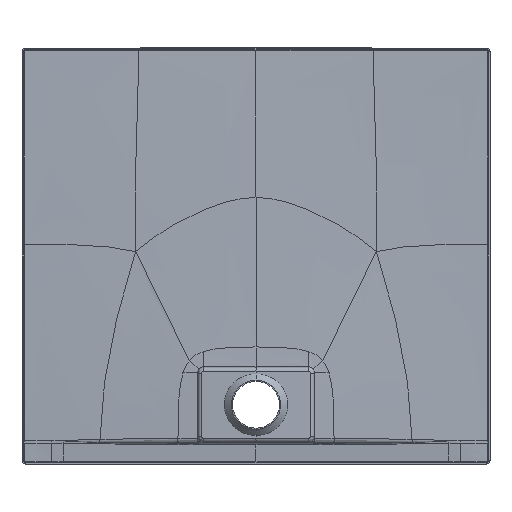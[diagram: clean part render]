
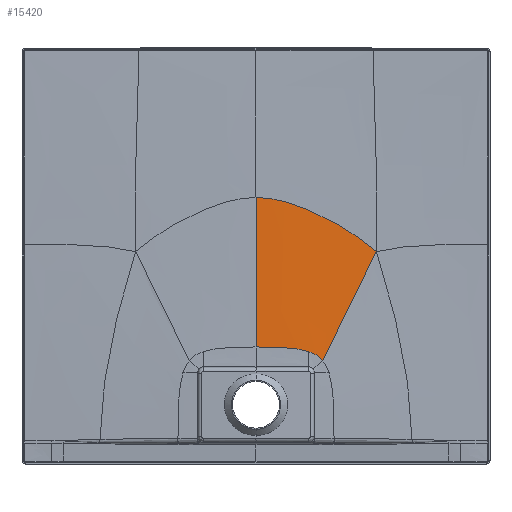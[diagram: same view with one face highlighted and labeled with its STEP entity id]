
A CAD part, front view. The second image highlights one B-rep face of the part: STEP entity #15420.
In plain terms, the highlighted free-form (B-spline) face has degree [3, 3] with [9, 8] control points.
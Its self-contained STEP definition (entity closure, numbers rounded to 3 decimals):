
#3813=CARTESIAN_POINT('',(128.377,-16.197,198.395));
#3814=CARTESIAN_POINT('',(134.631,-15.647,210.37));
#3815=CARTESIAN_POINT('',(147.264,-14.525,236.252));
#3816=CARTESIAN_POINT('',(167.809,-12.67,281.14));
#3817=CARTESIAN_POINT('',(189.38,-10.889,326.566));
#3818=CARTESIAN_POINT('',(208.922,-9.572,365.185));
#3819=CARTESIAN_POINT('',(221.373,-8.826,389.254));
#3820=CARTESIAN_POINT('',(227.991,-8.46,401.907));
#3821=CARTESIAN_POINT('',(231.383,-8.279,408.37));
#3850=CARTESIAN_POINT('',(0.,-9.599,
512.569));
#3851=CARTESIAN_POINT('',(18.267,-9.599,512.569));
#3852=CARTESIAN_POINT('',(55.299,-9.504,506.641));
#3853=CARTESIAN_POINT('',(112.29,-9.197,484.741));
#3854=CARTESIAN_POINT('',(161.239,-8.894,459.335));
#3855=CARTESIAN_POINT('',(201.241,-8.587,433.133));
#3856=CARTESIAN_POINT('',(221.362,-8.391,417.192));
#3857=CARTESIAN_POINT('',(231.383,-8.279,408.37));
#3859=CARTESIAN_POINT('',(128.377,-16.197,198.395));
#3860=CARTESIAN_POINT('',(125.899,-16.197,201.386));
#3861=CARTESIAN_POINT('',(120.386,-16.198,206.705));
#3862=CARTESIAN_POINT('',(111.122,-16.198,212.391));
#3863=CARTESIAN_POINT('',(104.197,-16.199,215.217));
#3864=CARTESIAN_POINT('',(101.03,-16.199,216.297));
#3866=CARTESIAN_POINT('',(101.03,-16.199,216.297));
#3867=CARTESIAN_POINT('',(95.734,-16.199,218.103));
#3868=CARTESIAN_POINT('',(80.508,-16.199,221.852));
#3869=CARTESIAN_POINT('',(49.086,-16.199,224.722));
#3870=CARTESIAN_POINT('',(17.759,-16.199,225.069));
#3871=CARTESIAN_POINT('',(0.,-16.199,225.069));
#3873=DIRECTION('',(0.,0.023,1.));
#3874=VECTOR('',#3873,287.576);
#3875=CARTESIAN_POINT('',(0.,-16.199,225.069));
#3876=LINE('',#3875,#3874);
#4567=VERTEX_POINT('',#3813);
#4568=VERTEX_POINT('',#3821);
#4576=VERTEX_POINT('',#3864);
#4706=CARTESIAN_POINT('',(0.,-16.199,225.069));
#4707=CARTESIAN_POINT('',(0.,-9.599,
512.569));
#4708=VERTEX_POINT('',#4706);
#4709=VERTEX_POINT('',#4707);
#15338=CARTESIAN_POINT('',(-1.349,-16.267,
222.122));
#15339=CARTESIAN_POINT('',(16.968,-16.267,
222.128));
#15340=CARTESIAN_POINT('',(48.736,-16.267,
221.904));
#15341=CARTESIAN_POINT('',(84.76,-16.265,
218.992));
#15342=CARTESIAN_POINT('',(106.479,-16.264,
212.946));
#15343=CARTESIAN_POINT('',(119.991,-16.264,
204.872));
#15344=CARTESIAN_POINT('',(125.534,-16.264,
199.506));
#15345=CARTESIAN_POINT('',(128.075,-16.265,
196.359));
#15346=CARTESIAN_POINT('',(-1.349,-15.694,
247.062));
#15347=CARTESIAN_POINT('',(16.96,-15.694,
247.091));
#15348=CARTESIAN_POINT('',(49.139,-15.696,
245.986));
#15349=CARTESIAN_POINT('',(86.672,-15.705,
239.734));
#15350=CARTESIAN_POINT('',(110.074,-15.711,
230.146));
#15351=CARTESIAN_POINT('',(125.177,-15.706,
219.225));
#15352=CARTESIAN_POINT('',(131.627,-15.698,
212.464));
#15353=CARTESIAN_POINT('',(134.671,-15.692,
208.613));
#15354=CARTESIAN_POINT('',(-1.345,-14.572,
295.959));
#15355=CARTESIAN_POINT('',(16.902,-14.572,
296.033));
#15356=CARTESIAN_POINT('',(49.845,-14.577,
293.204));
#15357=CARTESIAN_POINT('',(90.393,-14.6,
280.632));
#15358=CARTESIAN_POINT('',(117.168,-14.613,
264.676));
#15359=CARTESIAN_POINT('',(135.431,-14.592,
248.876));
#15360=CARTESIAN_POINT('',(143.682,-14.566,
239.767));
#15361=CARTESIAN_POINT('',(147.722,-14.547,
234.724));
#15362=CARTESIAN_POINT('',(-1.329,-12.899,
368.814));
#15363=CARTESIAN_POINT('',(16.681,-12.899,
368.947));
#15364=CARTESIAN_POINT('',(50.577,-12.895,
363.874));
#15365=CARTESIAN_POINT('',(95.82,-12.891,
343.471));
#15366=CARTESIAN_POINT('',(128.241,-12.864,
320.029));
#15367=CARTESIAN_POINT('',(151.87,-12.782,
298.504));
#15368=CARTESIAN_POINT('',(163.15,-12.709,
286.52));
#15369=CARTESIAN_POINT('',(168.848,-12.661,
279.948));
#15370=CARTESIAN_POINT('',(-1.322,-11.524,
428.709));
#15371=CARTESIAN_POINT('',(16.58,-11.525,
428.869));
#15372=CARTESIAN_POINT('',(51.37,-11.493,
422.725));
#15373=CARTESIAN_POINT('',(100.939,-11.395,
398.879));
#15374=CARTESIAN_POINT('',(139.152,-11.269,
372.068));
#15375=CARTESIAN_POINT('',(168.641,-11.088,
347.167));
#15376=CARTESIAN_POINT('',(183.252,-10.955,
333.011));
#15377=CARTESIAN_POINT('',(190.744,-10.874,
325.139));
#15378=CARTESIAN_POINT('',(-1.341,-10.562,
470.636));
#15379=CARTESIAN_POINT('',(16.807,-10.563,
470.799));
#15380=CARTESIAN_POINT('',(52.694,-10.501,
464.566));
#15381=CARTESIAN_POINT('',(105.925,-10.302,
440.795));
#15382=CARTESIAN_POINT('',(149.18,-10.086,
413.935));
#15383=CARTESIAN_POINT('',(183.95,-9.831,
387.796));
#15384=CARTESIAN_POINT('',(201.527,-9.657,
372.34));
#15385=CARTESIAN_POINT('',(210.569,-9.553,
363.602));
#15386=CARTESIAN_POINT('',(-1.362,-9.997,
495.236));
#15387=CARTESIAN_POINT('',(17.067,-9.999,
495.395));
#15388=CARTESIAN_POINT('',(53.812,-9.918,
489.303));
#15389=CARTESIAN_POINT('',(109.44,-9.654,
466.3));
#15390=CARTESIAN_POINT('',(155.947,-9.386,
440.089));
#15391=CARTESIAN_POINT('',(194.098,-9.094,
413.565));
#15392=CARTESIAN_POINT('',(213.534,-8.9,
397.438));
#15393=CARTESIAN_POINT('',(223.526,-8.786,
388.232));
#15394=CARTESIAN_POINT('',(-1.377,-9.707,
507.857));
#15395=CARTESIAN_POINT('',(17.252,-9.71,
508.012));
#15396=CARTESIAN_POINT('',(54.523,-9.618,
502.057));
#15397=CARTESIAN_POINT('',(111.478,-9.321,
479.692));
#15398=CARTESIAN_POINT('',(159.751,-9.027,
454.039));
#15399=CARTESIAN_POINT('',(199.715,-8.72,
427.428));
#15400=CARTESIAN_POINT('',(220.127,-8.518,
410.988));
#15401=CARTESIAN_POINT('',(230.61,-8.399,
401.558));
#15402=CARTESIAN_POINT('',(-1.386,-9.555,
514.488));
#15403=CARTESIAN_POINT('',(17.364,-9.557,
514.641));
#15404=CARTESIAN_POINT('',(54.938,-9.461,
508.774));
#15405=CARTESIAN_POINT('',(112.619,-9.146,
486.803));
#15406=CARTESIAN_POINT('',(161.843,-8.84,
461.496));
#15407=CARTESIAN_POINT('',(202.771,-8.525,
434.863));
#15408=CARTESIAN_POINT('',(223.695,-8.32,
418.267));
#15409=CARTESIAN_POINT('',(234.432,-8.199,
408.724));
#15410=B_SPLINE_SURFACE_WITH_KNOTS('',3,3,((#15338,#15339,#15340,#15341,#15342,
#15343,#15344,#15345),(#15346,#15347,#15348,#15349,#15350,#15351,#15352,#15353),
(#15354,#15355,#15356,#15357,#15358,#15359,#15360,#15361),(#15362,#15363,#15364,
#15365,#15366,#15367,#15368,#15369),(#15370,#15371,#15372,#15373,#15374,#15375,
#15376,#15377),(#15378,#15379,#15380,#15381,#15382,#15383,#15384,#15385),
(#15386,#15387,#15388,#15389,#15390,#15391,#15392,#15393),(#15394,#15395,#15396,
#15397,#15398,#15399,#15400,#15401),(#15402,#15403,#15404,#15405,#15406,#15407,
#15408,#15409)),.UNSPECIFIED.,.F.,.F.,.F.,(4,1,1,1,1,1,4),(4,1,1,1,1,4),(
-0.005,0.125,0.25,0.375,0.438,0.469,0.503),
(-0.003,0.125,0.25,0.375,0.438,0.504),
.UNSPECIFIED.);
#15412=ORIENTED_EDGE('',*,*,#15411,.T.);
#15414=ORIENTED_EDGE('',*,*,#15413,.T.);
#15415=ORIENTED_EDGE('',*,*,#15149,.F.);
#15416=ORIENTED_EDGE('',*,*,#6334,.T.);
#15417=ORIENTED_EDGE('',*,*,#6393,.T.);
#15418=EDGE_LOOP('',(#15412,#15414,#15415,#15416,#15417));
#15419=FACE_OUTER_BOUND('',#15418,.F.);
#15420=ADVANCED_FACE('',(#15419),#15410,.F.);
#3822=B_SPLINE_CURVE_WITH_KNOTS('',3,(#3813,#3814,#3815,#3816,#3817,#3818,#3819,
#3820,#3821),.UNSPECIFIED.,.F.,.F.,(4,1,1,1,1,1,4),(0.,0.25,0.5,0.75,
0.875,0.938,1.),.UNSPECIFIED.);
#3858=B_SPLINE_CURVE_WITH_KNOTS('',3,(#3850,#3851,#3852,#3853,#3854,#3855,#3856,
#3857),.UNSPECIFIED.,.F.,.F.,(4,1,1,1,1,4),(0.,0.25,0.5,0.75,0.875,
1.),.UNSPECIFIED.);
#3865=B_SPLINE_CURVE_WITH_KNOTS('',3,(#3859,#3860,#3861,#3862,#3863,#3864),
.UNSPECIFIED.,.F.,.F.,(4,1,1,4),(0.,0.364,0.728,1.),
.UNSPECIFIED.);
#3872=B_SPLINE_CURVE_WITH_KNOTS('',3,(#3866,#3867,#3868,#3869,#3870,#3871),
.UNSPECIFIED.,.F.,.F.,(4,1,1,4),(0.,0.238,0.619,1.),
.UNSPECIFIED.);
#6334=EDGE_CURVE('',#4567,#4576,#3865,.T.);
#6393=EDGE_CURVE('',#4576,#4708,#3872,.T.);
#15149=EDGE_CURVE('',#4567,#4568,#3822,.T.);
#15411=EDGE_CURVE('',#4708,#4709,#3876,.T.);
#15413=EDGE_CURVE('',#4709,#4568,#3858,.T.);
